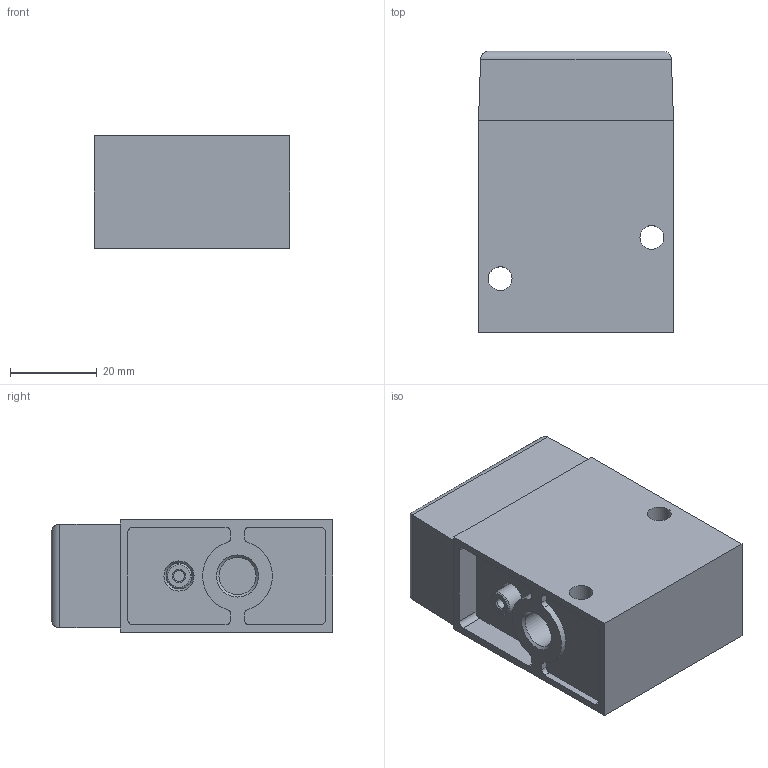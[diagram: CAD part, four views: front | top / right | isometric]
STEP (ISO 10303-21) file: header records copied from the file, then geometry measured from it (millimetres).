
FILE_DESCRIPTION(/* description */ ('STEP AP214'),/* implementation_level */ '2;1');
FILE_NAME(/* name */ '536028_VL_O-3-1_8-B-EX',/* time_stamp */ '2024-09-16T14:47:10+02:00',/* author */ ('License CC BY-ND 4.0'),/* organization */ ('CADENAS'),/* preprocessor_version */ 'ST-DEVELOPER v19.3',/* originating_system */ 'PARTsolutions',/* authorisation */ ' ');
FILE_SCHEMA (('AUTOMOTIVE_DESIGN {1 0 10303 214 3 1 1}'));
Length unit declared in the file: millimetre
Products named in the file (1): 536028 VL/O-3-1/8-B-EX
Bounding box: 45 x 65 x 26 mm (x, y, z)
Volume: 66544 mm3; surface area: 14446.3 mm2
Topology: 1 solids, 2 shells, 84 faces, 208 edges, 136 vertices
Faces by surface type: plane 38, cylinder 37, cone 9
Full cylindrical faces by diameter (mm): 2.459 x1, 5.5 x2, 5.8 x1, 5.9 x1, 8.566 x4
Entity records: 2416 total; most frequent: DIRECTION 438, CARTESIAN_POINT 401, ORIENTED_EDGE 370, EDGE_CURVE 185, AXIS2_PLACEMENT_3D 168, VERTEX_POINT 131, EDGE_LOOP 116, FACE_BOUND 116
